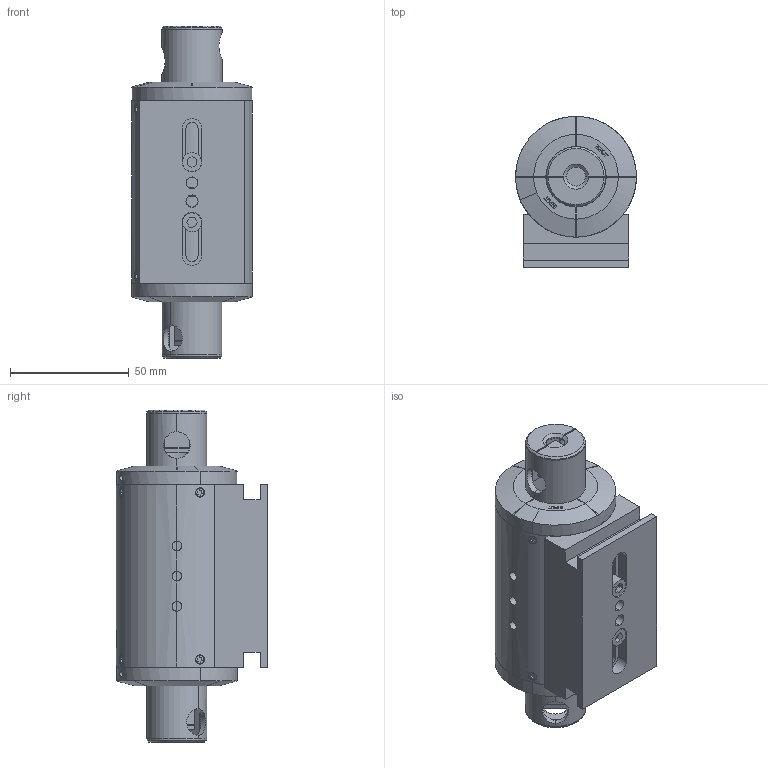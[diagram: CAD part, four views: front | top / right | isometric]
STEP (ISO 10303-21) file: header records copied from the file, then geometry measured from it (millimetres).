
FILE_DESCRIPTION (( 'STEP AP214' ), '1' );
FILE_NAME ('17344-E0W.STEP', '2014-07-23T15:27:28', ( 'admin' ), ( '' ), 'SwSTEP 2.0', 'SolidWorks 2012', '' );
FILE_SCHEMA (( 'AUTOMOTIVE_DESIGN' ));
Length unit declared in the file: millimetre
Products named in the file (1): 17344-E0W
Bounding box: 50.8 x 63.5 x 139.57 mm (x, y, z)
Surface area: 42916 mm2 (no closed solid volume)
Topology: 0 solids, 35 shells, 398 faces, 1532 edges, 1187 vertices
Faces by surface type: plane 224, cylinder 117, cone 34, bspline 23
Entity records: 27450 total; most frequent: CARTESIAN_POINT 10690, ORIENTED_EDGE 2540, DIRECTION 2190, EDGE_CURVE 1532, VERTEX_POINT 1187, VECTOR 922, LINE 922, AXIS2_PLACEMENT_3D 634
